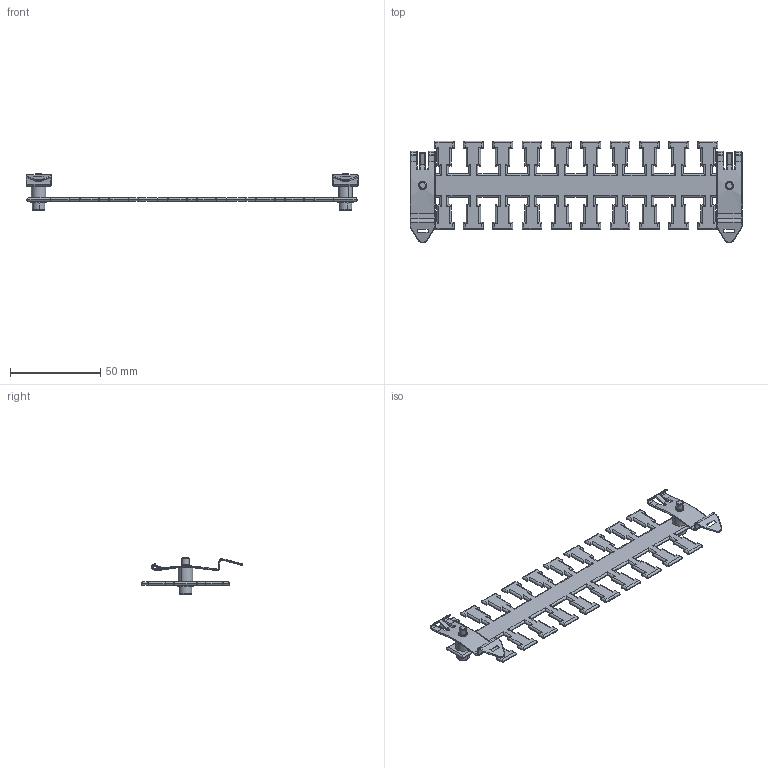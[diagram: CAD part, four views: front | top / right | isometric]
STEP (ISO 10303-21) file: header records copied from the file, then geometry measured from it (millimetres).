
FILE_DESCRIPTION (( 'STEP AP214' ), '1' );
FILE_NAME ('1041-005.STEP', '2024-08-28T07:52:49', ( '' ), ( '' ), 'SwSTEP 2.0', 'SolidWorks 2022', '' );
FILE_SCHEMA (( 'AUTOMOTIVE_DESIGN' ));
Length unit declared in the file: millimetre
Products named in the file (6): 8010-011_DIN 912 M4 x 16 --- 16C; 1030-020; 8010-012; 1041-005; 1041-035; 1041-021
Assembly tree (9 placements, depth 2):
  1041-005
    1041-021  x2
    1030-020  x2
    8010-011_DIN 912 M4 x 16 --- 16C  x2
    8010-012  x2
    1041-035
Bounding box: 183.5 x 56.21 x 20 mm (x, y, z)
Volume: 12284 mm3; surface area: 16842.7 mm2
Topology: 9 solids, 9 shells, 918 faces, 2184 edges, 1252 vertices
Faces by surface type: cylinder 644, torus 116, plane 84, sphere 30, bspline 28, cone 16
Entity records: 21708 total; most frequent: CARTESIAN_POINT 6631, ORIENTED_EDGE 3378, DIRECTION 2822, EDGE_CURVE 1689, VERTEX_POINT 994, AXIS2_PLACEMENT_3D 965, VECTOR 892, LINE 892
